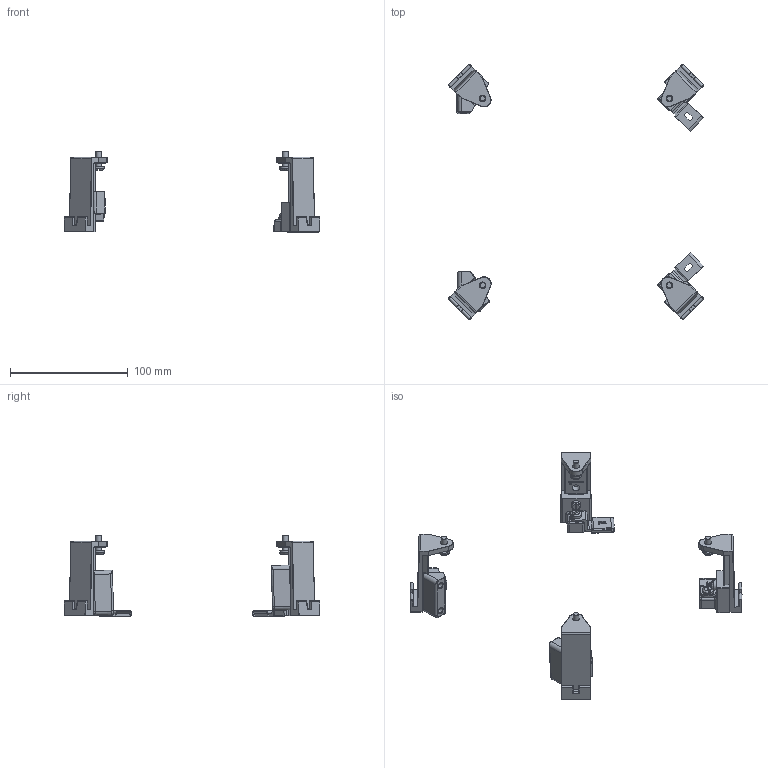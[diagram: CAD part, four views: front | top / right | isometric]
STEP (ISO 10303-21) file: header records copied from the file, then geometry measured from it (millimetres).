
FILE_DESCRIPTION (( 'STEP AP214' ), '1' );
FILE_NAME ('FR4SPKA.STEP', '2020-10-05T14:07:56', ( '' ), ( '' ), 'SwSTEP 2.0', 'SolidWorks 2019', '' );
FILE_SCHEMA (( 'AUTOMOTIVE_DESIGN' ));
Length unit declared in the file: inch
Products named in the file (1): FR4SPKA
Bounding box: 217.32 x 217.34 x 69.28 mm (x, y, z)
Volume: 97671.2 mm3; surface area: 55561.7 mm2
Topology: 28 solids, 28 shells, 1192 faces, 2868 edges, 1722 vertices
Faces by surface type: plane 492, cylinder 378, bspline 308, cone 14
Full cylindrical faces by diameter (mm): 3.962 x2, 4.826 x10, 5.5 x4, 5.588 x4, 6.248 x2, 6.35 x18, 6.426 x6, 7.925 x4, 8 x4, 8.89 x2, 9.474 x6, 11 x4
Entity records: 60691 total; most frequent: CARTESIAN_POINT 20117, ORIENTED_EDGE 5352, DIRECTION 4390, EDGE_CURVE 2676, VERTEX_POINT 1684, VECTOR 1474, LINE 1474, AXIS2_PLACEMENT_3D 1458
